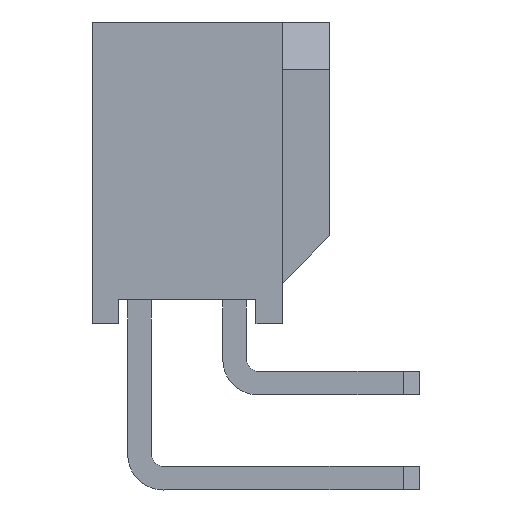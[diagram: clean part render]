
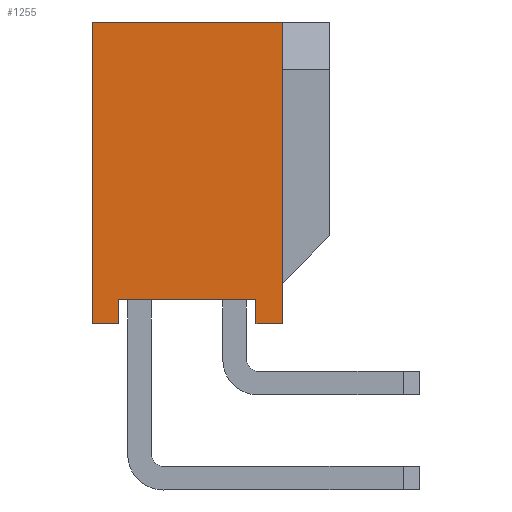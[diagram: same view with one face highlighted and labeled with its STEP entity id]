
A CAD part, left-side view. The second image highlights one B-rep face of the part: STEP entity #1255.
In plain terms, the highlighted planar face has unit normal (-1, 0, 0).
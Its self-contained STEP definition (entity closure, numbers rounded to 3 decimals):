
#535=CARTESIAN_POINT('',(-10.15,2.,-6.35));
#536=VERTEX_POINT('',#535);
#543=CARTESIAN_POINT('',(-10.15,2.,0.));
#544=VERTEX_POINT('',#543);
#545=CARTESIAN_POINT('',(-10.15,2.,-6.35));
#546=DIRECTION('',(0.,0.,1.));
#547=VECTOR('',#546,6.35);
#548=LINE('',#545,#547);
#549=EDGE_CURVE('',#536,#544,#548,.T.);
#565=CARTESIAN_POINT('',(-10.15,-2.,0.));
#566=VERTEX_POINT('',#565);
#567=CARTESIAN_POINT('',(-10.15,-2.,-6.35));
#568=VERTEX_POINT('',#567);
#569=CARTESIAN_POINT('',(-10.15,-2.,0.));
#570=DIRECTION('',(0.,0.,-1.));
#571=VECTOR('',#570,6.35);
#572=LINE('',#569,#571);
#573=EDGE_CURVE('',#566,#568,#572,.T.);
#1202=CARTESIAN_POINT('',(-10.15,0.,-3.175));
#1203=DIRECTION('',(0.,-1.,0.));
#1204=DIRECTION('',(-1.,0.,0.));
#1205=AXIS2_PLACEMENT_3D('',#1202,#1204,#1203);
#1206=PLANE('',#1205);
#1207=ORIENTED_EDGE('',*,*,#549,.F.);
#1208=CARTESIAN_POINT('',(-10.15,1.45,-6.35));
#1209=VERTEX_POINT('',#1208);
#1210=CARTESIAN_POINT('',(-10.15,2.,-6.35));
#1211=DIRECTION('',(0.,-1.,0.));
#1212=VECTOR('',#1211,0.55);
#1213=LINE('',#1210,#1212);
#1214=EDGE_CURVE('',#536,#1209,#1213,.T.);
#1215=ORIENTED_EDGE('',*,*,#1214,.T.);
#1216=CARTESIAN_POINT('',(-10.15,1.45,-5.85));
#1217=VERTEX_POINT('',#1216);
#1218=CARTESIAN_POINT('',(-10.15,1.45,-6.35));
#1219=DIRECTION('',(0.,0.,1.));
#1220=VECTOR('',#1219,0.5);
#1221=LINE('',#1218,#1220);
#1222=EDGE_CURVE('',#1209,#1217,#1221,.T.);
#1223=ORIENTED_EDGE('',*,*,#1222,.T.);
#1224=CARTESIAN_POINT('',(-10.15,-1.45,-5.85));
#1225=VERTEX_POINT('',#1224);
#1226=CARTESIAN_POINT('',(-10.15,1.45,-5.85));
#1227=DIRECTION('',(0.,-1.,0.));
#1228=VECTOR('',#1227,2.9);
#1229=LINE('',#1226,#1228);
#1230=EDGE_CURVE('',#1217,#1225,#1229,.T.);
#1231=ORIENTED_EDGE('',*,*,#1230,.T.);
#1232=CARTESIAN_POINT('',(-10.15,-1.45,-6.35));
#1233=VERTEX_POINT('',#1232);
#1234=CARTESIAN_POINT('',(-10.15,-1.45,-5.85));
#1235=DIRECTION('',(0.,0.,-1.));
#1236=VECTOR('',#1235,0.5);
#1237=LINE('',#1234,#1236);
#1238=EDGE_CURVE('',#1225,#1233,#1237,.T.);
#1239=ORIENTED_EDGE('',*,*,#1238,.T.);
#1240=CARTESIAN_POINT('',(-10.15,-1.45,-6.35));
#1241=DIRECTION('',(0.,-1.,0.));
#1242=VECTOR('',#1241,0.55);
#1243=LINE('',#1240,#1242);
#1244=EDGE_CURVE('',#1233,#568,#1243,.T.);
#1245=ORIENTED_EDGE('',*,*,#1244,.T.);
#1246=ORIENTED_EDGE('',*,*,#573,.F.);
#1247=CARTESIAN_POINT('',(-10.15,-2.,0.));
#1248=DIRECTION('',(0.,1.,0.));
#1249=VECTOR('',#1248,4.);
#1250=LINE('',#1247,#1249);
#1251=EDGE_CURVE('',#566,#544,#1250,.T.);
#1252=ORIENTED_EDGE('',*,*,#1251,.T.);
#1253=EDGE_LOOP('',(#1207,#1215,#1223,#1231,#1239,#1245,#1246,#1252));
#1254=FACE_OUTER_BOUND('',#1253,.T.);
#1255=ADVANCED_FACE('',(#1254),#1206,.T.);
